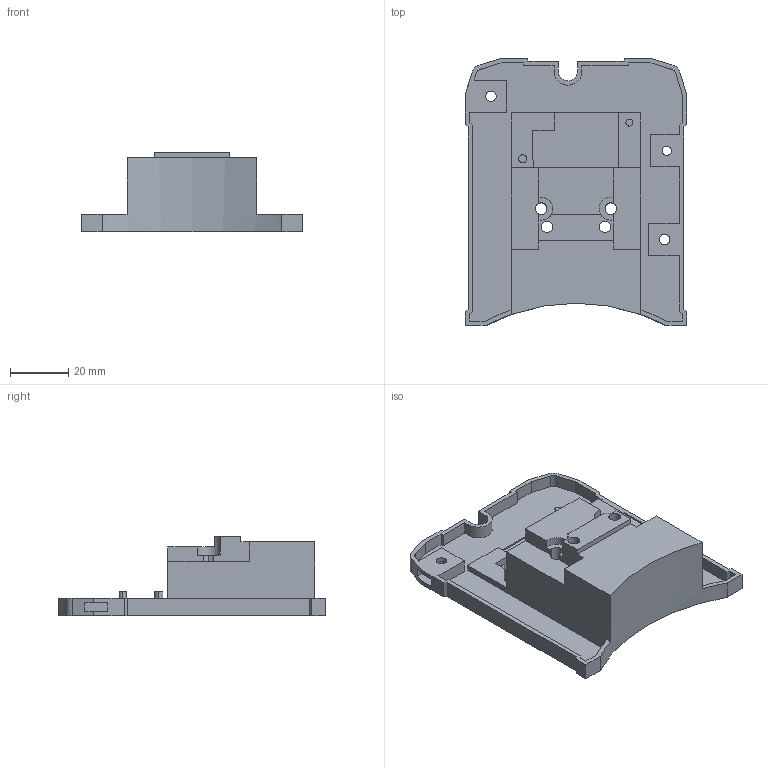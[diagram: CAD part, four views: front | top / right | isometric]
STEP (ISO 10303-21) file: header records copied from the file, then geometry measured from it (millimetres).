
FILE_DESCRIPTION (( 'STEP AP214' ), '1' );
FILE_NAME ('k1 ara parça.STEP', '2024-09-30T06:58:20', ( '' ), ( '' ), 'SwSTEP 2.0', 'SolidWorks 2024', '' );
FILE_SCHEMA (( 'AUTOMOTIVE_DESIGN' ));
Length unit declared in the file: millimetre
Products named in the file (1): k1 ara parça
Bounding box: 76.2 x 92.02 x 27.4 mm (x, y, z)
Volume: 21277.4 mm3; surface area: 27421.4 mm2
Topology: 1 solids, 1 shells, 196 faces, 571 edges, 380 vertices
Faces by surface type: plane 147, cylinder 49
Entity records: 6528 total; most frequent: CARTESIAN_POINT 1148, ORIENTED_EDGE 1142, DIRECTION 1091, EDGE_CURVE 571, VECTOR 445, LINE 445, VERTEX_POINT 380, AXIS2_PLACEMENT_3D 323
